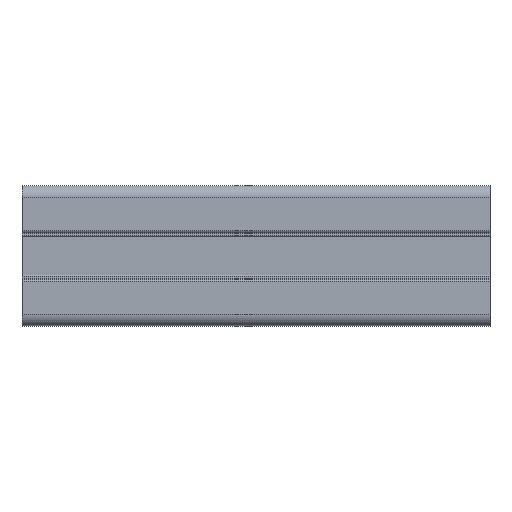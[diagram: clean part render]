
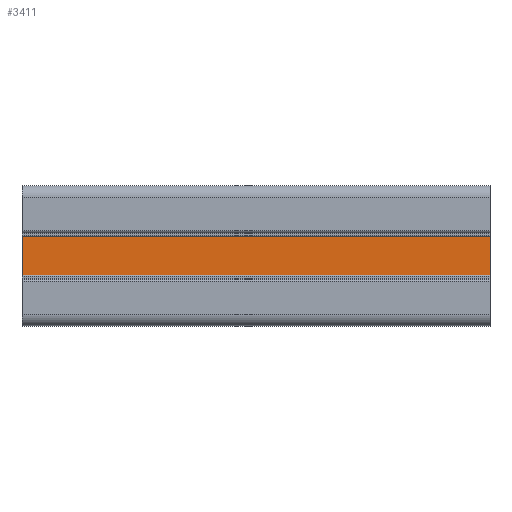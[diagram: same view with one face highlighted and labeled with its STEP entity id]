
A CAD part, top view. The second image highlights one B-rep face of the part: STEP entity #3411.
In plain terms, the highlighted planar face has unit normal (0, 0, 1).
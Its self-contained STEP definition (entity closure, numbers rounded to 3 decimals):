
#40=PLANE('',#3787);
#145=FACE_OUTER_BOUND('',#333,.T.);
#333=EDGE_LOOP('',(#2709,#2710,#2711,#2712));
#500=LINE('',#5104,#844);
#617=LINE('',#5574,#961);
#682=LINE('',#5777,#1026);
#683=LINE('',#5779,#1027);
#844=VECTOR('',#4016,1000.);
#961=VECTOR('',#4375,1000.);
#1026=VECTOR('',#4574,1000.);
#1027=VECTOR('',#4577,1000.);
#1396=VERTEX_POINT('',#5101);
#1397=VERTEX_POINT('',#5103);
#1628=VERTEX_POINT('',#5571);
#1629=VERTEX_POINT('',#5573);
#1748=EDGE_CURVE('',#1396,#1397,#500,.T.);
#1985=EDGE_CURVE('',#1629,#1628,#617,.T.);
#2090=EDGE_CURVE('',#1396,#1629,#682,.T.);
#2091=EDGE_CURVE('',#1397,#1628,#683,.T.);
#2709=ORIENTED_EDGE('',*,*,#1985,.T.);
#2710=ORIENTED_EDGE('',*,*,#2091,.F.);
#2711=ORIENTED_EDGE('',*,*,#1748,.F.);
#2712=ORIENTED_EDGE('',*,*,#2090,.T.);
#3411=ADVANCED_FACE('',(#145),#40,.F.);
#3787=AXIS2_PLACEMENT_3D('',#5778,#4575,#4576);
#4016=DIRECTION('',(0.,-1.,0.));
#4375=DIRECTION('',(0.,-1.,0.));
#4574=DIRECTION('',(-1.,0.,0.));
#4575=DIRECTION('center_axis',(0.,0.,-1.));
#4576=DIRECTION('ref_axis',(0.,1.,0.));
#4577=DIRECTION('',(-1.,0.,0.));
#5101=CARTESIAN_POINT('',(100.,4.262,5.8));
#5103=CARTESIAN_POINT('',(100.,-4.262,5.8));
#5104=CARTESIAN_POINT('',(100.,4.262,5.8));
#5571=CARTESIAN_POINT('',(0.,-4.262,5.8));
#5573=CARTESIAN_POINT('',(0.,4.262,5.8));
#5574=CARTESIAN_POINT('',(0.,4.262,5.8));
#5777=CARTESIAN_POINT('',(100.,4.262,5.8));
#5778=CARTESIAN_POINT('Origin',(100.,4.262,5.8));
#5779=CARTESIAN_POINT('',(100.,-4.262,5.8));
